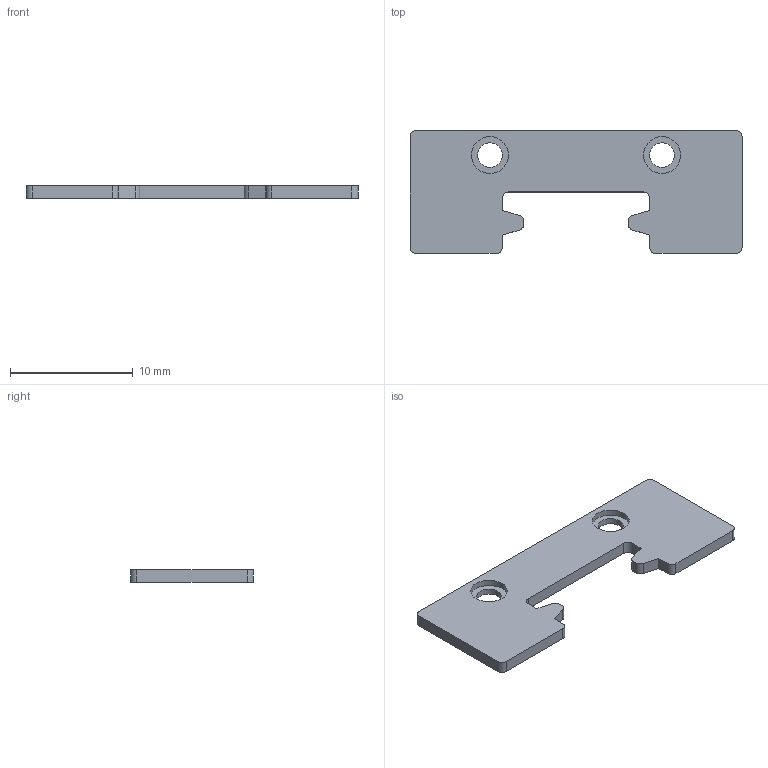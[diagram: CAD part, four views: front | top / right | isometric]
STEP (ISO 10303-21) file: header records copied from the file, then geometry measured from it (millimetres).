
FILE_DESCRIPTION (( 'STEP AP214' ), '1' );
FILE_NAME ('Red End Cap.STEP', '2018-09-02T12:34:03', ( '' ), ( '' ), 'SwSTEP 2.0', 'SolidWorks 2018', '' );
FILE_SCHEMA (( 'AUTOMOTIVE_DESIGN' ));
Length unit declared in the file: millimetre
Products named in the file (1): Red End Cap
Bounding box: 27 x 10 x 1 mm (x, y, z)
Volume: 204.7 mm3; surface area: 520.1 mm2
Topology: 1 solids, 1 shells, 44 faces, 120 edges, 80 vertices
Faces by surface type: plane 24, cylinder 20
Entity records: 1534 total; most frequent: DIRECTION 250, CARTESIAN_POINT 245, ORIENTED_EDGE 240, EDGE_CURVE 120, AXIS2_PLACEMENT_3D 85, VERTEX_POINT 80, LINE 80, VECTOR 80
